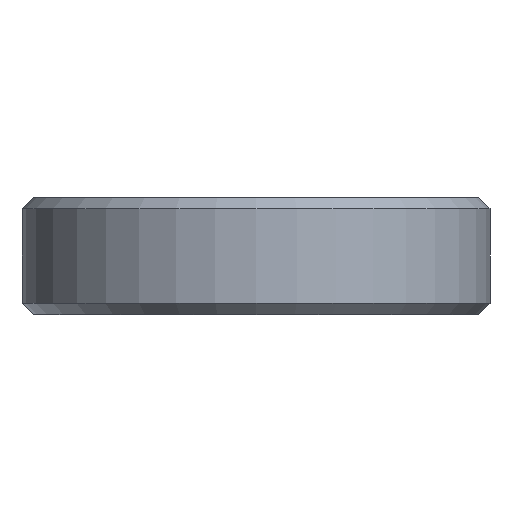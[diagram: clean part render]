
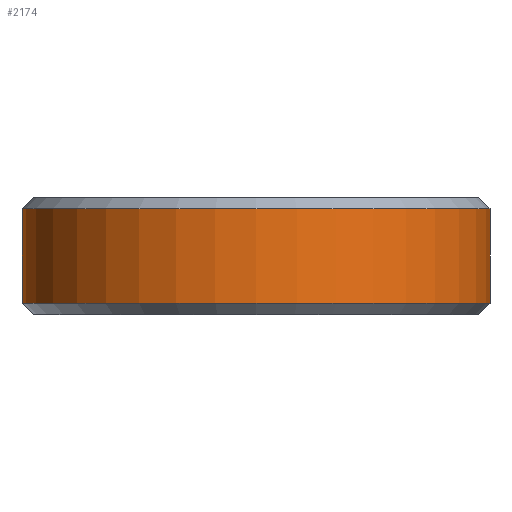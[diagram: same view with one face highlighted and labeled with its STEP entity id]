
A CAD part, left-side view. The second image highlights one B-rep face of the part: STEP entity #2174.
In plain terms, the highlighted cylindrical face has radius 6.25 mm (diameter 12.5 mm), a partial arc.
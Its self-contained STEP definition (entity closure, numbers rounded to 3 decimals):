
#144 = VERTEX_POINT('',#145);
#145 = CARTESIAN_POINT('',(0.,-6.25,0.3));
#161 = CONICAL_SURFACE('',#162,6.25,0.785);
#162 = AXIS2_PLACEMENT_3D('',#163,#164,#165);
#163 = CARTESIAN_POINT('',(0.,0.,0.3));
#164 = DIRECTION('',(0.,0.,1.));
#165 = DIRECTION('',(0.,1.,0.));
#187 = PLANE('',#188);
#188 = AXIS2_PLACEMENT_3D('',#189,#190,#191);
#189 = CARTESIAN_POINT('',(225.,-6.25,0.));
#190 = DIRECTION('',(0.,-1.,0.));
#191 = DIRECTION('',(-1.,0.,0.));
#290 = PLANE('',#291);
#291 = AXIS2_PLACEMENT_3D('',#292,#293,#294);
#292 = CARTESIAN_POINT('',(225.,6.25,0.));
#293 = DIRECTION('',(0.,-1.,0.));
#294 = DIRECTION('',(-1.,0.,0.));
#1079 = VERTEX_POINT('',#1080);
#1080 = CARTESIAN_POINT('',(0.,6.25,0.3));
#1127 = EDGE_CURVE('',#1079,#144,#1128,.T.);
#1128 = SURFACE_CURVE('',#1129,(#1134,#1141),.PCURVE_S1.);
#1129 = CIRCLE('',#1130,6.25);
#1130 = AXIS2_PLACEMENT_3D('',#1131,#1132,#1133);
#1131 = CARTESIAN_POINT('',(0.,0.,0.3));
#1132 = DIRECTION('',(0.,-0.,1.));
#1133 = DIRECTION('',(0.,1.,0.));
#1134 = PCURVE('',#161,#1135);
#1135 = DEFINITIONAL_REPRESENTATION('',(#1136),#1140);
#1136 = LINE('',#1137,#1138);
#1137 = CARTESIAN_POINT('',(0.,-0.));
#1138 = VECTOR('',#1139,1.);
#1139 = DIRECTION('',(1.,-0.));
#1140 = ( GEOMETRIC_REPRESENTATION_CONTEXT(2) 
PARAMETRIC_REPRESENTATION_CONTEXT() REPRESENTATION_CONTEXT('2D SPACE',''
  ) );
#1141 = PCURVE('',#1142,#1147);
#1142 = CYLINDRICAL_SURFACE('',#1143,6.25);
#1143 = AXIS2_PLACEMENT_3D('',#1144,#1145,#1146);
#1144 = CARTESIAN_POINT('',(0.,0.,0.));
#1145 = DIRECTION('',(-0.,-0.,-1.));
#1146 = DIRECTION('',(1.,0.,0.));
#1147 = DEFINITIONAL_REPRESENTATION('',(#1148),#1152);
#1148 = LINE('',#1149,#1150);
#1149 = CARTESIAN_POINT('',(-1.571,-0.3));
#1150 = VECTOR('',#1151,1.);
#1151 = DIRECTION('',(-1.,0.));
#1152 = ( GEOMETRIC_REPRESENTATION_CONTEXT(2) 
PARAMETRIC_REPRESENTATION_CONTEXT() REPRESENTATION_CONTEXT('2D SPACE',''
  ) );
#1161 = VERTEX_POINT('',#1162);
#1162 = CARTESIAN_POINT('',(0.,-6.25,2.825));
#1188 = EDGE_CURVE('',#144,#1161,#1189,.T.);
#1189 = SURFACE_CURVE('',#1190,(#1194,#1201),.PCURVE_S1.);
#1190 = LINE('',#1191,#1192);
#1191 = CARTESIAN_POINT('',(0.,-6.25,0.));
#1192 = VECTOR('',#1193,1.);
#1193 = DIRECTION('',(0.,0.,1.));
#1194 = PCURVE('',#187,#1195);
#1195 = DEFINITIONAL_REPRESENTATION('',(#1196),#1200);
#1196 = LINE('',#1197,#1198);
#1197 = CARTESIAN_POINT('',(225.,0.));
#1198 = VECTOR('',#1199,1.);
#1199 = DIRECTION('',(0.,-1.));
#1200 = ( GEOMETRIC_REPRESENTATION_CONTEXT(2) 
PARAMETRIC_REPRESENTATION_CONTEXT() REPRESENTATION_CONTEXT('2D SPACE',''
  ) );
#1201 = PCURVE('',#1142,#1202);
#1202 = DEFINITIONAL_REPRESENTATION('',(#1203),#1207);
#1203 = LINE('',#1204,#1205);
#1204 = CARTESIAN_POINT('',(-4.712,0.));
#1205 = VECTOR('',#1206,1.);
#1206 = DIRECTION('',(-0.,-1.));
#1207 = ( GEOMETRIC_REPRESENTATION_CONTEXT(2) 
PARAMETRIC_REPRESENTATION_CONTEXT() REPRESENTATION_CONTEXT('2D SPACE',''
  ) );
#1297 = VERTEX_POINT('',#1298);
#1298 = CARTESIAN_POINT('',(0.,6.25,2.825));
#1319 = EDGE_CURVE('',#1079,#1297,#1320,.T.);
#1320 = SURFACE_CURVE('',#1321,(#1325,#1332),.PCURVE_S1.);
#1321 = LINE('',#1322,#1323);
#1322 = CARTESIAN_POINT('',(0.,6.25,0.));
#1323 = VECTOR('',#1324,1.);
#1324 = DIRECTION('',(0.,0.,1.));
#1325 = PCURVE('',#290,#1326);
#1326 = DEFINITIONAL_REPRESENTATION('',(#1327),#1331);
#1327 = LINE('',#1328,#1329);
#1328 = CARTESIAN_POINT('',(225.,0.));
#1329 = VECTOR('',#1330,1.);
#1330 = DIRECTION('',(0.,-1.));
#1331 = ( GEOMETRIC_REPRESENTATION_CONTEXT(2) 
PARAMETRIC_REPRESENTATION_CONTEXT() REPRESENTATION_CONTEXT('2D SPACE',''
  ) );
#1332 = PCURVE('',#1142,#1333);
#1333 = DEFINITIONAL_REPRESENTATION('',(#1334),#1338);
#1334 = LINE('',#1335,#1336);
#1335 = CARTESIAN_POINT('',(-1.571,0.));
#1336 = VECTOR('',#1337,1.);
#1337 = DIRECTION('',(-0.,-1.));
#1338 = ( GEOMETRIC_REPRESENTATION_CONTEXT(2) 
PARAMETRIC_REPRESENTATION_CONTEXT() REPRESENTATION_CONTEXT('2D SPACE',''
  ) );
#2174 = ADVANCED_FACE('',(#2175),#1142,.T.);
#2175 = FACE_BOUND('',#2176,.F.);
#2176 = EDGE_LOOP('',(#2177,#2178,#2205,#2206));
#2177 = ORIENTED_EDGE('',*,*,#1319,.T.);
#2178 = ORIENTED_EDGE('',*,*,#2179,.T.);
#2179 = EDGE_CURVE('',#1297,#1161,#2180,.T.);
#2180 = SURFACE_CURVE('',#2181,(#2186,#2193),.PCURVE_S1.);
#2181 = CIRCLE('',#2182,6.25);
#2182 = AXIS2_PLACEMENT_3D('',#2183,#2184,#2185);
#2183 = CARTESIAN_POINT('',(0.,0.,2.825));
#2184 = DIRECTION('',(0.,-0.,1.));
#2185 = DIRECTION('',(0.,1.,0.));
#2186 = PCURVE('',#1142,#2187);
#2187 = DEFINITIONAL_REPRESENTATION('',(#2188),#2192);
#2188 = LINE('',#2189,#2190);
#2189 = CARTESIAN_POINT('',(-1.571,-2.825));
#2190 = VECTOR('',#2191,1.);
#2191 = DIRECTION('',(-1.,0.));
#2192 = ( GEOMETRIC_REPRESENTATION_CONTEXT(2) 
PARAMETRIC_REPRESENTATION_CONTEXT() REPRESENTATION_CONTEXT('2D SPACE',''
  ) );
#2193 = PCURVE('',#2194,#2199);
#2194 = CONICAL_SURFACE('',#2195,6.25,0.785);
#2195 = AXIS2_PLACEMENT_3D('',#2196,#2197,#2198);
#2196 = CARTESIAN_POINT('',(0.,0.,2.825));
#2197 = DIRECTION('',(-0.,-0.,-1.));
#2198 = DIRECTION('',(0.,1.,0.));
#2199 = DEFINITIONAL_REPRESENTATION('',(#2200),#2204);
#2200 = LINE('',#2201,#2202);
#2201 = CARTESIAN_POINT('',(-0.,-0.));
#2202 = VECTOR('',#2203,1.);
#2203 = DIRECTION('',(-1.,-0.));
#2204 = ( GEOMETRIC_REPRESENTATION_CONTEXT(2) 
PARAMETRIC_REPRESENTATION_CONTEXT() REPRESENTATION_CONTEXT('2D SPACE',''
  ) );
#2205 = ORIENTED_EDGE('',*,*,#1188,.F.);
#2206 = ORIENTED_EDGE('',*,*,#1127,.F.);
